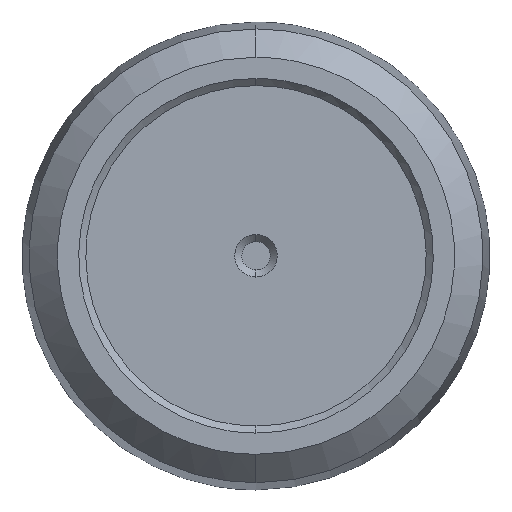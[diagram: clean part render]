
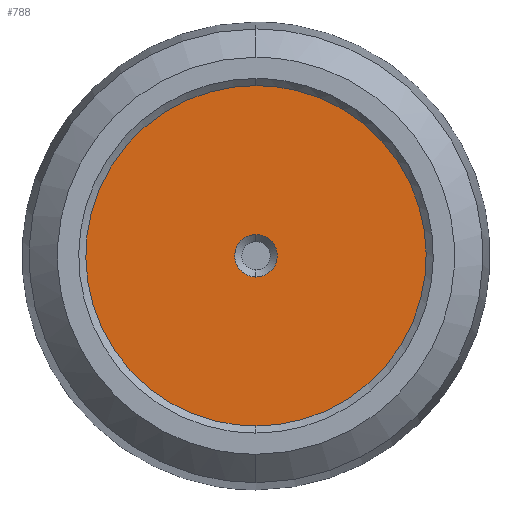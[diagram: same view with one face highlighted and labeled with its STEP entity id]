
A CAD part, top view. The second image highlights one B-rep face of the part: STEP entity #788.
In plain terms, the highlighted free-form (B-spline) face has degree [1, 1] with [2, 2] control points.
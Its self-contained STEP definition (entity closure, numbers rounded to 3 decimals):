
#34 = VERTEX_POINT('',#35);
#35 = CARTESIAN_POINT('',(0.,17.823,
    15.595));
#40 = EDGE_CURVE('',#34,#41,#43,.T.);
#41 = VERTEX_POINT('',#42);
#42 = CARTESIAN_POINT('',(0.,-17.823,15.595));
#43 = ( BOUNDED_CURVE() B_SPLINE_CURVE(2,(#44,#45,#46,#47,#48),
.UNSPECIFIED.,.F.,.F.) B_SPLINE_CURVE_WITH_KNOTS((3,2,3),(3.142,
4.712,6.283),.PIECEWISE_BEZIER_KNOTS.) CURVE() 
GEOMETRIC_REPRESENTATION_ITEM() RATIONAL_B_SPLINE_CURVE((1.,
0.707,1.,0.707,1.)) REPRESENTATION_ITEM('') );
#44 = CARTESIAN_POINT('',(0.,17.823,
    15.595));
#45 = CARTESIAN_POINT('',(-17.823,17.823,15.595
    ));
#46 = CARTESIAN_POINT('',(-17.823,0.,
    15.595));
#47 = CARTESIAN_POINT('',(-17.823,-17.823,15.595
    ));
#48 = CARTESIAN_POINT('',(0.,-17.823,
    15.595));
#191 = EDGE_CURVE('',#192,#194,#196,.T.);
#192 = VERTEX_POINT('',#193);
#193 = CARTESIAN_POINT('',(0.,2.228,
    15.595));
#194 = VERTEX_POINT('',#195);
#195 = CARTESIAN_POINT('',(0.,-2.228,15.595));
#196 = ( BOUNDED_CURVE() B_SPLINE_CURVE(2,(#197,#198,#199,#200,#201),
.UNSPECIFIED.,.F.,.F.) B_SPLINE_CURVE_WITH_KNOTS((3,2,3),(3.142,
4.712,6.283),.PIECEWISE_BEZIER_KNOTS.) CURVE() 
GEOMETRIC_REPRESENTATION_ITEM() RATIONAL_B_SPLINE_CURVE((1.,
0.707,1.,0.707,1.)) REPRESENTATION_ITEM('') );
#197 = CARTESIAN_POINT('',(0.,2.228,
    15.595));
#198 = CARTESIAN_POINT('',(-2.228,2.228,15.595
    ));
#199 = CARTESIAN_POINT('',(-2.228,0.,
    15.595));
#200 = CARTESIAN_POINT('',(-2.228,-2.228,
    15.595));
#201 = CARTESIAN_POINT('',(0.,-2.228,
    15.595));
#788 = ADVANCED_FACE('',(#789,#800),#811,.T.);
#789 = FACE_BOUND('',#790,.T.);
#790 = EDGE_LOOP('',(#791,#799));
#791 = ORIENTED_EDGE('',*,*,#792,.F.);
#792 = EDGE_CURVE('',#194,#192,#793,.T.);
#793 = ( BOUNDED_CURVE() B_SPLINE_CURVE(2,(#794,#795,#796,#797,#798),
.UNSPECIFIED.,.F.,.F.) B_SPLINE_CURVE_WITH_KNOTS((3,2,3),(0.,
1.571,3.142),.PIECEWISE_BEZIER_KNOTS.) CURVE() 
GEOMETRIC_REPRESENTATION_ITEM() RATIONAL_B_SPLINE_CURVE((1.,
0.707,1.,0.707,1.)) REPRESENTATION_ITEM('') );
#794 = CARTESIAN_POINT('',(0.,-2.228,15.595));
#795 = CARTESIAN_POINT('',(2.228,-2.228,15.595
    ));
#796 = CARTESIAN_POINT('',(2.228,0.,
    15.595));
#797 = CARTESIAN_POINT('',(2.228,2.228,15.595)
  );
#798 = CARTESIAN_POINT('',(0.,2.228,
    15.595));
#799 = ORIENTED_EDGE('',*,*,#191,.F.);
#800 = FACE_BOUND('',#801,.T.);
#801 = EDGE_LOOP('',(#802,#810));
#802 = ORIENTED_EDGE('',*,*,#803,.T.);
#803 = EDGE_CURVE('',#41,#34,#804,.T.);
#804 = ( BOUNDED_CURVE() B_SPLINE_CURVE(2,(#805,#806,#807,#808,#809),
.UNSPECIFIED.,.F.,.F.) B_SPLINE_CURVE_WITH_KNOTS((3,2,3),(0.,
1.571,3.142),.PIECEWISE_BEZIER_KNOTS.) CURVE() 
GEOMETRIC_REPRESENTATION_ITEM() RATIONAL_B_SPLINE_CURVE((1.,
0.707,1.,0.707,1.)) REPRESENTATION_ITEM('') );
#805 = CARTESIAN_POINT('',(0.,-17.823,15.595));
#806 = CARTESIAN_POINT('',(17.823,-17.823,
    15.595));
#807 = CARTESIAN_POINT('',(17.823,0.,
    15.595));
#808 = CARTESIAN_POINT('',(17.823,17.823,
    15.595));
#809 = CARTESIAN_POINT('',(0.,17.823,
    15.595));
#810 = ORIENTED_EDGE('',*,*,#40,.T.);
#811 = B_SPLINE_SURFACE_WITH_KNOTS('',1,1,(
    (#812,#813)
    ,(#814,#815
    )),.UNSPECIFIED.,.F.,.F.,.F.,(2,2),(2,2),(-18.75,5.25),(-12.,12.),
  .PIECEWISE_BEZIER_KNOTS.);
#812 = CARTESIAN_POINT('',(-17.823,17.823,
    15.595));
#813 = CARTESIAN_POINT('',(17.823,17.823,
    15.595));
#814 = CARTESIAN_POINT('',(-17.823,-17.823,
    15.595));
#815 = CARTESIAN_POINT('',(17.823,-17.823,
    15.595));
